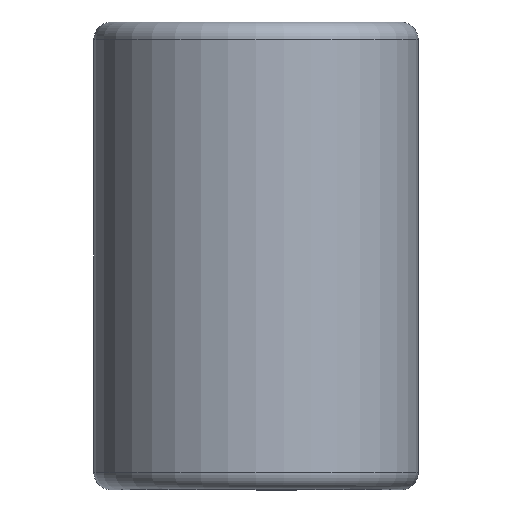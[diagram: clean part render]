
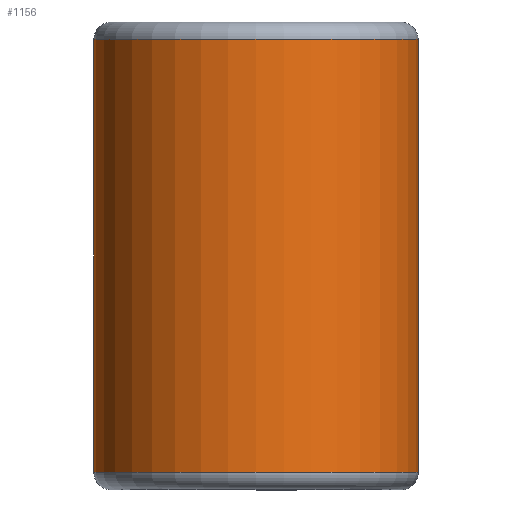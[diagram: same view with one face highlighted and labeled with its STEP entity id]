
A CAD part, top view. The second image highlights one B-rep face of the part: STEP entity #1156.
In plain terms, the highlighted cylindrical face has radius 7.163 mm (diameter 14.326 mm), a partial arc.
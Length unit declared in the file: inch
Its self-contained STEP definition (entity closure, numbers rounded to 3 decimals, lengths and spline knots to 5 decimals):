
#24 = CIRCLE ( 'NONE', #2437, 0.282 ) ;
#55 = LINE ( 'NONE', #2305, #1569 ) ;
#84 = CARTESIAN_POINT ( 'NONE',  ( 0.282, -0.37625, 0. ) ) ;
#174 = DIRECTION ( 'NONE',  ( 0., -1., 0. ) ) ;
#273 = CARTESIAN_POINT ( 'NONE',  ( 0., 0.37625, -0.282 ) ) ;
#352 = DIRECTION ( 'NONE',  ( 0., -1., 0. ) ) ;
#392 = DIRECTION ( 'NONE',  ( 0., 0., -1. ) ) ;
#516 = AXIS2_PLACEMENT_3D ( 'NONE', #1836, #1955, #1960 ) ;
#541 = CARTESIAN_POINT ( 'NONE',  ( 0.282, 0.37625, 0. ) ) ;
#612 = VERTEX_POINT ( 'NONE', #541 ) ;
#644 = EDGE_CURVE ( 'NONE', #1747, #919, #1136, .T. ) ;
#700 = EDGE_CURVE ( 'NONE', #1747, #612, #55, .T. ) ;
#745 = EDGE_CURVE ( 'NONE', #612, #857, #24, .T. ) ;
#857 = VERTEX_POINT ( 'NONE', #273 ) ;
#919 = VERTEX_POINT ( 'NONE', #2389 ) ;
#1136 = CIRCLE ( 'NONE', #516, 0.282 ) ;
#1156 = ADVANCED_FACE ( 'NONE', ( #1300 ), #1533, .T. ) ;
#1170 = CARTESIAN_POINT ( 'NONE',  ( 0., 0.37625, -0.282 ) ) ;
#1300 = FACE_OUTER_BOUND ( 'NONE', #1699, .T. ) ;
#1360 = DIRECTION ( 'NONE',  ( 0., 0., -1. ) ) ;
#1374 = DIRECTION ( 'NONE',  ( 0., 1., 0. ) ) ;
#1387 = ORIENTED_EDGE ( 'NONE', *, *, #700, .T. ) ;
#1435 = VECTOR ( 'NONE', #1374, 39.37008 ) ;
#1515 = EDGE_CURVE ( 'NONE', #919, #857, #2400, .T. ) ;
#1533 = CYLINDRICAL_SURFACE ( 'NONE', #2361, 0.282 ) ;
#1569 = VECTOR ( 'NONE', #2010, 39.37008 ) ;
#1699 = EDGE_LOOP ( 'NONE', ( #1387, #1942, #1750, #1745 ) ) ;
#1745 = ORIENTED_EDGE ( 'NONE', *, *, #644, .F. ) ;
#1747 = VERTEX_POINT ( 'NONE', #84 ) ;
#1750 = ORIENTED_EDGE ( 'NONE', *, *, #1515, .F. ) ;
#1836 = CARTESIAN_POINT ( 'NONE',  ( 0., -0.37625, 0. ) ) ;
#1942 = ORIENTED_EDGE ( 'NONE', *, *, #745, .T. ) ;
#1955 = DIRECTION ( 'NONE',  ( 0., -1., 0. ) ) ;
#1960 = DIRECTION ( 'NONE',  ( 0., 0., -1. ) ) ;
#2010 = DIRECTION ( 'NONE',  ( 0., 1., 0. ) ) ;
#2305 = CARTESIAN_POINT ( 'NONE',  ( 0.282, 0.37625, 0. ) ) ;
#2335 = CARTESIAN_POINT ( 'NONE',  ( 0., 0.37625, 0. ) ) ;
#2361 = AXIS2_PLACEMENT_3D ( 'NONE', #2447, #174, #1360 ) ;
#2389 = CARTESIAN_POINT ( 'NONE',  ( 0., -0.37625, -0.282 ) ) ;
#2400 = LINE ( 'NONE', #1170, #1435 ) ;
#2437 = AXIS2_PLACEMENT_3D ( 'NONE', #2335, #352, #392 ) ;
#2447 = CARTESIAN_POINT ( 'NONE',  ( 0., 0.375, 0. ) ) ;
